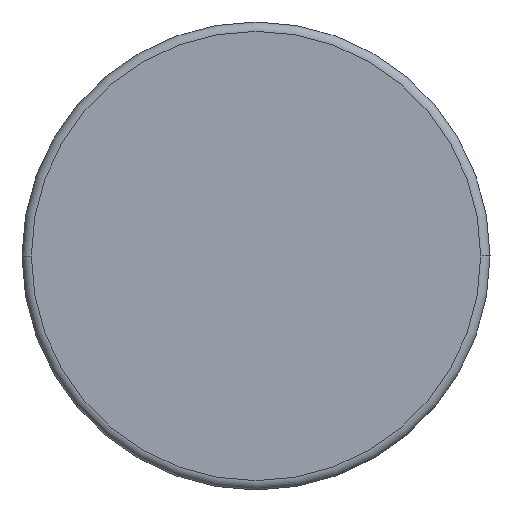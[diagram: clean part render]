
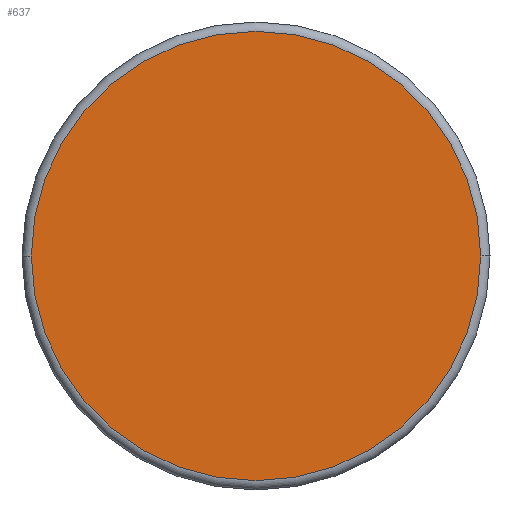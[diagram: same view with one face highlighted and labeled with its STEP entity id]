
A CAD part, left-side view. The second image highlights one B-rep face of the part: STEP entity #637.
In plain terms, the highlighted planar face has unit normal (-1, 0, 0).
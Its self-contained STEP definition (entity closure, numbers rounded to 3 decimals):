
#31 = VERTEX_POINT ( 'NONE', #1701 ) ;
#90 = DIRECTION ( 'NONE',  ( 1., 0., 0. ) ) ;
#126 = VERTEX_POINT ( 'NONE', #240 ) ;
#240 = CARTESIAN_POINT ( 'NONE',  ( -0.8, 0.98, 0. ) ) ;
#364 = CARTESIAN_POINT ( 'NONE',  ( -0.8, 0.5, 0. ) ) ;
#402 = DIRECTION ( 'NONE',  ( 1., 0., 0. ) ) ;
#598 = DIRECTION ( 'NONE',  ( 0., 1., 0. ) ) ;
#637 = ADVANCED_FACE ( 'NONE', ( #856 ), #1063, .F. ) ;
#689 = EDGE_CURVE ( 'NONE', #31, #126, #1031, .T. ) ;
#856 = FACE_OUTER_BOUND ( 'NONE', #1053, .T. ) ;
#902 = DIRECTION ( 'NONE',  ( 0., 1., 0. ) ) ;
#977 = CARTESIAN_POINT ( 'NONE',  ( -0.8, 0.02, 0. ) ) ;
#994 = ORIENTED_EDGE ( 'NONE', *, *, #1298, .F. ) ;
#1031 = CIRCLE ( 'NONE', #1503, 0.48 ) ;
#1053 = EDGE_LOOP ( 'NONE', ( #994, #1498 ) ) ;
#1063 = PLANE ( 'NONE',  #1422 ) ;
#1121 = AXIS2_PLACEMENT_3D ( 'NONE', #364, #90, #598 ) ;
#1126 = CIRCLE ( 'NONE', #1121, 0.48 ) ;
#1298 = EDGE_CURVE ( 'NONE', #126, #31, #1126, .T. ) ;
#1309 = DIRECTION ( 'NONE',  ( 1., 0., 0. ) ) ;
#1421 = DIRECTION ( 'NONE',  ( 0., 1., 0. ) ) ;
#1422 = AXIS2_PLACEMENT_3D ( 'NONE', #977, #1309, #1421 ) ;
#1498 = ORIENTED_EDGE ( 'NONE', *, *, #689, .F. ) ;
#1503 = AXIS2_PLACEMENT_3D ( 'NONE', #1723, #402, #902 ) ;
#1701 = CARTESIAN_POINT ( 'NONE',  ( -0.8, 0.02, 0. ) ) ;
#1723 = CARTESIAN_POINT ( 'NONE',  ( -0.8, 0.5, 0. ) ) ;
